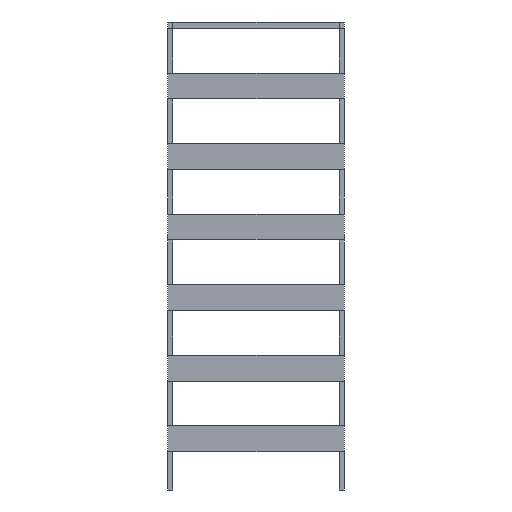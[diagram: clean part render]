
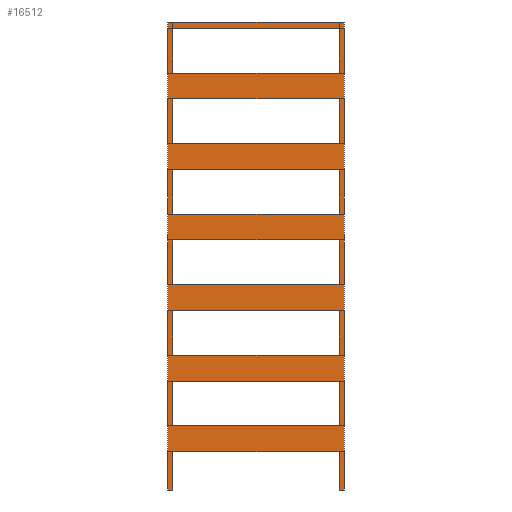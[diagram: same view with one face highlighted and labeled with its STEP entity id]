
A CAD part, left-side view. The second image highlights one B-rep face of the part: STEP entity #16512.
In plain terms, the highlighted planar face has unit normal (-1, 0, 0).
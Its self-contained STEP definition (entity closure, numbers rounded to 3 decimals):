
#308=ORIENTED_EDGE('',*,*,#4080,.F.);
#309=ORIENTED_EDGE('',*,*,#4081,.F.);
#310=ORIENTED_EDGE('',*,*,#4082,.F.);
#311=ORIENTED_EDGE('',*,*,#4083,.F.);
#312=ORIENTED_EDGE('',*,*,#4084,.T.);
#313=ORIENTED_EDGE('',*,*,#4085,.T.);
#314=ORIENTED_EDGE('',*,*,#4086,.T.);
#315=ORIENTED_EDGE('',*,*,#4087,.T.);
#316=ORIENTED_EDGE('',*,*,#4088,.T.);
#317=ORIENTED_EDGE('',*,*,#4089,.T.);
#318=ORIENTED_EDGE('',*,*,#4016,.T.);
#319=ORIENTED_EDGE('',*,*,#4090,.F.);
#320=ORIENTED_EDGE('',*,*,#3864,.F.);
#321=ORIENTED_EDGE('',*,*,#4091,.T.);
#322=ORIENTED_EDGE('',*,*,#4092,.T.);
#323=ORIENTED_EDGE('',*,*,#4093,.T.);
#324=ORIENTED_EDGE('',*,*,#4094,.T.);
#325=ORIENTED_EDGE('',*,*,#4095,.T.);
#326=ORIENTED_EDGE('',*,*,#4096,.T.);
#327=ORIENTED_EDGE('',*,*,#4097,.T.);
#328=ORIENTED_EDGE('',*,*,#4098,.F.);
#329=ORIENTED_EDGE('',*,*,#4099,.F.);
#330=ORIENTED_EDGE('',*,*,#4100,.F.);
#331=ORIENTED_EDGE('',*,*,#4101,.F.);
#332=ORIENTED_EDGE('',*,*,#4102,.T.);
#333=ORIENTED_EDGE('',*,*,#4103,.T.);
#334=ORIENTED_EDGE('',*,*,#4104,.T.);
#335=ORIENTED_EDGE('',*,*,#4105,.T.);
#336=ORIENTED_EDGE('',*,*,#4106,.F.);
#337=ORIENTED_EDGE('',*,*,#3967,.F.);
#338=ORIENTED_EDGE('',*,*,#4107,.F.);
#339=ORIENTED_EDGE('',*,*,#4108,.F.);
#3864=EDGE_CURVE('',#5756,#5757,#6984,.T.);
#3967=EDGE_CURVE('',#5829,#5826,#7087,.T.);
#4016=EDGE_CURVE('',#5874,#5875,#7136,.T.);
#4080=EDGE_CURVE('',#5918,#5919,#7200,.T.);
#4081=EDGE_CURVE('',#5920,#5918,#7201,.T.);
#4082=EDGE_CURVE('',#5921,#5920,#7202,.T.);
#4083=EDGE_CURVE('',#5919,#5921,#7203,.T.);
#4084=EDGE_CURVE('',#5922,#5923,#7204,.T.);
#4085=EDGE_CURVE('',#5923,#5924,#7205,.T.);
#4086=EDGE_CURVE('',#5924,#5925,#7206,.T.);
#4087=EDGE_CURVE('',#5925,#5922,#7207,.T.);
#4088=EDGE_CURVE('',#5926,#5927,#7208,.T.);
#4089=EDGE_CURVE('',#5927,#5874,#7209,.T.);
#4090=EDGE_CURVE('',#5757,#5875,#7210,.T.);
#4091=EDGE_CURVE('',#5756,#5928,#7211,.T.);
#4092=EDGE_CURVE('',#5928,#5929,#7212,.T.);
#4093=EDGE_CURVE('',#5929,#5926,#7213,.T.);
#4094=EDGE_CURVE('',#5930,#5931,#7214,.T.);
#4095=EDGE_CURVE('',#5931,#5932,#7215,.T.);
#4096=EDGE_CURVE('',#5932,#5933,#7216,.T.);
#4097=EDGE_CURVE('',#5933,#5930,#7217,.T.);
#4098=EDGE_CURVE('',#5934,#5935,#7218,.T.);
#4099=EDGE_CURVE('',#5936,#5934,#7219,.T.);
#4100=EDGE_CURVE('',#5937,#5936,#7220,.T.);
#4101=EDGE_CURVE('',#5935,#5937,#7221,.T.);
#4102=EDGE_CURVE('',#5938,#5939,#7222,.T.);
#4103=EDGE_CURVE('',#5939,#5940,#7223,.T.);
#4104=EDGE_CURVE('',#5940,#5941,#7224,.T.);
#4105=EDGE_CURVE('',#5941,#5938,#7225,.T.);
#4106=EDGE_CURVE('',#5826,#5942,#7226,.T.);
#4107=EDGE_CURVE('',#5943,#5829,#7227,.T.);
#4108=EDGE_CURVE('',#5942,#5943,#7228,.T.);
#5756=VERTEX_POINT('',#20636);
#5757=VERTEX_POINT('',#20637);
#5826=VERTEX_POINT('',#20830);
#5829=VERTEX_POINT('',#20835);
#5874=VERTEX_POINT('',#20943);
#5875=VERTEX_POINT('',#20944);
#5918=VERTEX_POINT('',#21072);
#5919=VERTEX_POINT('',#21073);
#5920=VERTEX_POINT('',#21075);
#5921=VERTEX_POINT('',#21077);
#5922=VERTEX_POINT('',#21080);
#5923=VERTEX_POINT('',#21081);
#5924=VERTEX_POINT('',#21083);
#5925=VERTEX_POINT('',#21085);
#5926=VERTEX_POINT('',#21088);
#5927=VERTEX_POINT('',#21089);
#5928=VERTEX_POINT('',#21093);
#5929=VERTEX_POINT('',#21095);
#5930=VERTEX_POINT('',#21098);
#5931=VERTEX_POINT('',#21099);
#5932=VERTEX_POINT('',#21101);
#5933=VERTEX_POINT('',#21103);
#5934=VERTEX_POINT('',#21106);
#5935=VERTEX_POINT('',#21107);
#5936=VERTEX_POINT('',#21109);
#5937=VERTEX_POINT('',#21111);
#5938=VERTEX_POINT('',#21114);
#5939=VERTEX_POINT('',#21115);
#5940=VERTEX_POINT('',#21117);
#5941=VERTEX_POINT('',#21119);
#5942=VERTEX_POINT('',#21122);
#5943=VERTEX_POINT('',#21124);
#6984=LINE('',#20635,#8880);
#7087=LINE('',#20836,#8983);
#7136=LINE('',#20942,#9032);
#7200=LINE('',#21071,#9096);
#7201=LINE('',#21074,#9097);
#7202=LINE('',#21076,#9098);
#7203=LINE('',#21078,#9099);
#7204=LINE('',#21079,#9100);
#7205=LINE('',#21082,#9101);
#7206=LINE('',#21084,#9102);
#7207=LINE('',#21086,#9103);
#7208=LINE('',#21087,#9104);
#7209=LINE('',#21090,#9105);
#7210=LINE('',#21091,#9106);
#7211=LINE('',#21092,#9107);
#7212=LINE('',#21094,#9108);
#7213=LINE('',#21096,#9109);
#7214=LINE('',#21097,#9110);
#7215=LINE('',#21100,#9111);
#7216=LINE('',#21102,#9112);
#7217=LINE('',#21104,#9113);
#7218=LINE('',#21105,#9114);
#7219=LINE('',#21108,#9115);
#7220=LINE('',#21110,#9116);
#7221=LINE('',#21112,#9117);
#7222=LINE('',#21113,#9118);
#7223=LINE('',#21116,#9119);
#7224=LINE('',#21118,#9120);
#7225=LINE('',#21120,#9121);
#7226=LINE('',#21121,#9122);
#7227=LINE('',#21123,#9123);
#7228=LINE('',#21125,#9124);
#8880=VECTOR('',#17607,1000.);
#8983=VECTOR('',#17758,1000.);
#9032=VECTOR('',#17833,1000.);
#9096=VECTOR('',#17939,1000.);
#9097=VECTOR('',#17940,1000.);
#9098=VECTOR('',#17941,1000.);
#9099=VECTOR('',#17942,1000.);
#9100=VECTOR('',#17943,1000.);
#9101=VECTOR('',#17944,1000.);
#9102=VECTOR('',#17945,1000.);
#9103=VECTOR('',#17946,1000.);
#9104=VECTOR('',#17947,1000.);
#9105=VECTOR('',#17948,1000.);
#9106=VECTOR('',#17949,1000.);
#9107=VECTOR('',#17950,1000.);
#9108=VECTOR('',#17951,1000.);
#9109=VECTOR('',#17952,1000.);
#9110=VECTOR('',#17953,1000.);
#9111=VECTOR('',#17954,1000.);
#9112=VECTOR('',#17955,1000.);
#9113=VECTOR('',#17956,1000.);
#9114=VECTOR('',#17957,1000.);
#9115=VECTOR('',#17958,1000.);
#9116=VECTOR('',#17959,1000.);
#9117=VECTOR('',#17960,1000.);
#9118=VECTOR('',#17961,1000.);
#9119=VECTOR('',#17962,1000.);
#9120=VECTOR('',#17963,1000.);
#9121=VECTOR('',#17964,1000.);
#9122=VECTOR('',#17965,1000.);
#9123=VECTOR('',#17966,1000.);
#9124=VECTOR('',#17967,1000.);
#10796=EDGE_LOOP('',(#308,#309,#310,#311));
#10797=EDGE_LOOP('',(#312,#313,#314,#315));
#10798=EDGE_LOOP('',(#316,#317,#318,#319,#320,#321,#322,#323));
#10799=EDGE_LOOP('',(#324,#325,#326,#327));
#10800=EDGE_LOOP('',(#328,#329,#330,#331));
#10801=EDGE_LOOP('',(#332,#333,#334,#335));
#10802=EDGE_LOOP('',(#336,#337,#338,#339));
#11482=FACE_BOUND('',#10796,.T.);
#11483=FACE_BOUND('',#10797,.T.);
#11484=FACE_BOUND('',#10798,.T.);
#11485=FACE_BOUND('',#10799,.T.);
#11486=FACE_BOUND('',#10800,.T.);
#11487=FACE_BOUND('',#10801,.T.);
#11488=FACE_BOUND('',#10802,.T.);
#12158=PLANE('',#17061);
#16512=ADVANCED_FACE('',(#11482,#11483,#11484,#11485,#11486,#11487,#11488),
#12158,.F.);
#17061=AXIS2_PLACEMENT_3D('',#21070,#17937,#17938);
#17607=DIRECTION('',(0.,-1.,0.));
#17758=DIRECTION('',(0.,1.,0.));
#17833=DIRECTION('',(0.,-1.,0.));
#17937=DIRECTION('',(1.,0.,0.));
#17938=DIRECTION('',(0.,0.,-1.));
#17939=DIRECTION('',(0.,0.,-1.));
#17940=DIRECTION('',(0.,1.,0.));
#17941=DIRECTION('',(0.,0.,1.));
#17942=DIRECTION('',(0.,-1.,0.));
#17943=DIRECTION('',(0.,-1.,0.));
#17944=DIRECTION('',(0.,0.,-1.));
#17945=DIRECTION('',(0.,1.,0.));
#17946=DIRECTION('',(0.,0.,1.));
#17947=DIRECTION('',(0.,-1.,0.));
#17948=DIRECTION('',(0.,0.,-1.));
#17949=DIRECTION('',(0.,0.,-1.));
#17950=DIRECTION('',(0.,0.,-1.));
#17951=DIRECTION('',(0.,-1.,0.));
#17952=DIRECTION('',(0.,0.,1.));
#17953=DIRECTION('',(0.,-1.,0.));
#17954=DIRECTION('',(0.,0.,-1.));
#17955=DIRECTION('',(0.,1.,0.));
#17956=DIRECTION('',(0.,0.,1.));
#17957=DIRECTION('',(0.,0.,-1.));
#17958=DIRECTION('',(0.,1.,0.));
#17959=DIRECTION('',(0.,0.,1.));
#17960=DIRECTION('',(0.,-1.,0.));
#17961=DIRECTION('',(0.,-1.,0.));
#17962=DIRECTION('',(0.,0.,-1.));
#17963=DIRECTION('',(0.,1.,0.));
#17964=DIRECTION('',(0.,0.,1.));
#17965=DIRECTION('',(0.,0.,-1.));
#17966=DIRECTION('',(0.,0.,1.));
#17967=DIRECTION('',(0.,-1.,0.));
#20635=CARTESIAN_POINT('',(0.,1380.,3650.));
#20636=CARTESIAN_POINT('',(0.,1380.,3650.));
#20637=CARTESIAN_POINT('',(0.,0.,3650.));
#20830=CARTESIAN_POINT('',(0.,1340.,3600.));
#20835=CARTESIAN_POINT('',(0.,40.,3600.));
#20836=CARTESIAN_POINT('',(0.,1380.,3600.));
#20942=CARTESIAN_POINT('',(0.,1380.,0.));
#20943=CARTESIAN_POINT('',(0.,40.,0.));
#20944=CARTESIAN_POINT('',(0.,0.,0.));
#21070=CARTESIAN_POINT('',(0.,1380.,3650.));
#21071=CARTESIAN_POINT('',(0.,1340.,3650.));
#21072=CARTESIAN_POINT('',(0.,1340.,2500.));
#21073=CARTESIAN_POINT('',(0.,1340.,2150.));
#21074=CARTESIAN_POINT('',(0.,1380.,2500.));
#21075=CARTESIAN_POINT('',(0.,40.,2500.));
#21076=CARTESIAN_POINT('',(0.,40.,3650.));
#21077=CARTESIAN_POINT('',(0.,40.,2150.));
#21078=CARTESIAN_POINT('',(0.,1380.,2150.));
#21079=CARTESIAN_POINT('',(0.,1380.,1950.));
#21080=CARTESIAN_POINT('',(0.,1340.,1950.));
#21081=CARTESIAN_POINT('',(0.,40.,1950.));
#21082=CARTESIAN_POINT('',(0.,40.,3650.));
#21083=CARTESIAN_POINT('',(0.,40.,1600.));
#21084=CARTESIAN_POINT('',(0.,1380.,1600.));
#21085=CARTESIAN_POINT('',(0.,1340.,1600.));
#21086=CARTESIAN_POINT('',(0.,1340.,3650.));
#21087=CARTESIAN_POINT('',(0.,1380.,300.));
#21088=CARTESIAN_POINT('',(0.,1340.,300.));
#21089=CARTESIAN_POINT('',(0.,40.,300.));
#21090=CARTESIAN_POINT('',(0.,40.,3650.));
#21091=CARTESIAN_POINT('',(0.,0.,3650.));
#21092=CARTESIAN_POINT('',(0.,1380.,3650.));
#21093=CARTESIAN_POINT('',(0.,1380.,0.));
#21094=CARTESIAN_POINT('',(0.,1380.,0.));
#21095=CARTESIAN_POINT('',(0.,1340.,0.));
#21096=CARTESIAN_POINT('',(0.,1340.,3650.));
#21097=CARTESIAN_POINT('',(0.,1380.,850.));
#21098=CARTESIAN_POINT('',(0.,1340.,850.));
#21099=CARTESIAN_POINT('',(0.,40.,850.));
#21100=CARTESIAN_POINT('',(0.,40.,3650.));
#21101=CARTESIAN_POINT('',(0.,40.,500.));
#21102=CARTESIAN_POINT('',(0.,1380.,500.));
#21103=CARTESIAN_POINT('',(0.,1340.,500.));
#21104=CARTESIAN_POINT('',(0.,1340.,3650.));
#21105=CARTESIAN_POINT('',(0.,1340.,3650.));
#21106=CARTESIAN_POINT('',(0.,1340.,1400.));
#21107=CARTESIAN_POINT('',(0.,1340.,1050.));
#21108=CARTESIAN_POINT('',(0.,1380.,1400.));
#21109=CARTESIAN_POINT('',(0.,40.,1400.));
#21110=CARTESIAN_POINT('',(0.,40.,3650.));
#21111=CARTESIAN_POINT('',(0.,40.,1050.));
#21112=CARTESIAN_POINT('',(0.,1380.,1050.));
#21113=CARTESIAN_POINT('',(0.,1380.,3050.));
#21114=CARTESIAN_POINT('',(0.,1340.,3050.));
#21115=CARTESIAN_POINT('',(0.,40.,3050.));
#21116=CARTESIAN_POINT('',(0.,40.,3650.));
#21117=CARTESIAN_POINT('',(0.,40.,2700.));
#21118=CARTESIAN_POINT('',(0.,1380.,2700.));
#21119=CARTESIAN_POINT('',(0.,1340.,2700.));
#21120=CARTESIAN_POINT('',(0.,1340.,3650.));
#21121=CARTESIAN_POINT('',(0.,1340.,3650.));
#21122=CARTESIAN_POINT('',(0.,1340.,3250.));
#21123=CARTESIAN_POINT('',(0.,40.,3650.));
#21124=CARTESIAN_POINT('',(0.,40.,3250.));
#21125=CARTESIAN_POINT('',(0.,1380.,3250.));
